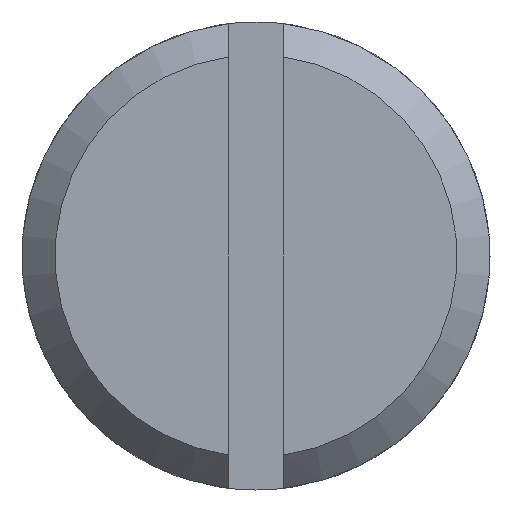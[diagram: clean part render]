
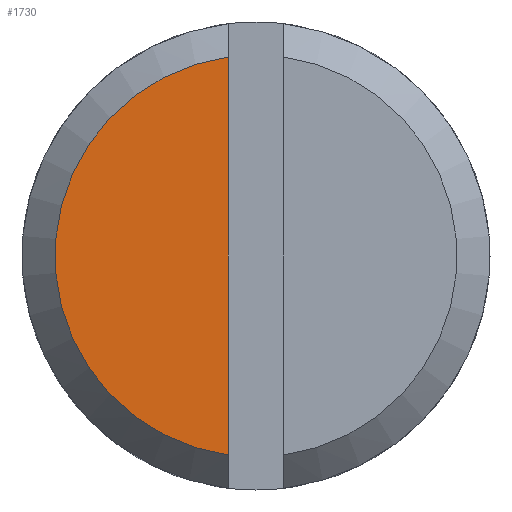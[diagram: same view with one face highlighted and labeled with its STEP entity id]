
A CAD part, left-side view. The second image highlights one B-rep face of the part: STEP entity #1730.
In plain terms, the highlighted planar face has unit normal (-1, 0, 0).
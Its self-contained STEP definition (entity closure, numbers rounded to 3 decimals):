
#6 = FACE_OUTER_BOUND ( 'NONE', #674, .T. ) ;
#140 = PLANE ( 'NONE',  #392 ) ;
#291 = DIRECTION ( 'NONE',  ( 0., 0., -1. ) ) ;
#392 = AXIS2_PLACEMENT_3D ( 'NONE', #1623, #732, #1315 ) ;
#674 = EDGE_LOOP ( 'NONE', ( #1678, #1457 ) ) ;
#732 = DIRECTION ( 'NONE',  ( -1., 0., 0. ) ) ;
#846 = EDGE_CURVE ( 'NONE', #1766, #1491, #1171, .T. ) ;
#1171 = CIRCLE ( 'NONE', #1417, 3.65 ) ;
#1191 = CARTESIAN_POINT ( 'NONE',  ( 0., 0., 0. ) ) ;
#1315 = DIRECTION ( 'NONE',  ( 0., 0., 1. ) ) ;
#1411 = EDGE_CURVE ( 'NONE', #1766, #1491, #1892, .T. ) ;
#1417 = AXIS2_PLACEMENT_3D ( 'NONE', #1191, #1465, #1774 ) ;
#1457 = ORIENTED_EDGE ( 'NONE', *, *, #846, .T. ) ;
#1465 = DIRECTION ( 'NONE',  ( -1., 0., 0. ) ) ;
#1491 = VERTEX_POINT ( 'NONE', #1807 ) ;
#1529 = VECTOR ( 'NONE', #291, 1000. ) ;
#1623 = CARTESIAN_POINT ( 'NONE',  ( 0., 0., 0. ) ) ;
#1678 = ORIENTED_EDGE ( 'NONE', *, *, #1411, .F. ) ;
#1730 = ADVANCED_FACE ( 'NONE', ( #6 ), #140, .T. ) ;
#1755 = CARTESIAN_POINT ( 'NONE',  ( 0., 0.5, 4.25 ) ) ;
#1766 = VERTEX_POINT ( 'NONE', #1800 ) ;
#1774 = DIRECTION ( 'NONE',  ( 0., 0., 1. ) ) ;
#1800 = CARTESIAN_POINT ( 'NONE',  ( 0., 0.5, 3.616 ) ) ;
#1807 = CARTESIAN_POINT ( 'NONE',  ( 0., 0.5, -3.616 ) ) ;
#1892 = LINE ( 'NONE', #1755, #1529 ) ;
